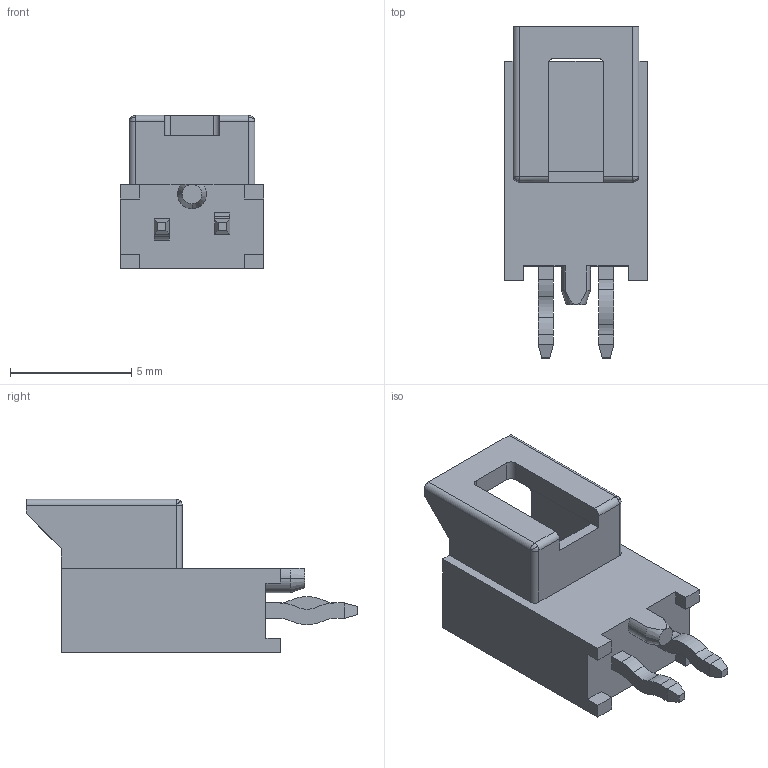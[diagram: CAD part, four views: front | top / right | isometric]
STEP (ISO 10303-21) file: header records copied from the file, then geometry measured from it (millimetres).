
FILE_DESCRIPTION(('FreeCAD Model'),'2;1');
FILE_NAME('Open CASCADE Shape Model','2025-04-08T22:31:07',(''),(''), 'Open CASCADE STEP processor 7.8','FreeCAD','Unknown');
FILE_SCHEMA(('AUTOMOTIVE_DESIGN { 1 0 10303 214 1 1 1 1 }'));
Length unit declared in the file: millimetre
Products named in the file (4): 1053091102003; 1053091102; 1053091102001; 1053091102002
Assembly tree (3 placements, depth 2):
  1053091102003
    1053091102
    1053091102001
    1053091102002
Bounding box: 5.94 x 13.71 x 6.34 mm (x, y, z)
Volume: 145.7 mm3; surface area: 492.5 mm2
Topology: 3 solids, 3 shells, 119 faces, 321 edges, 202 vertices
Faces by surface type: plane 89, cylinder 23, bspline 4, cone 3
Entity records: 3835 total; most frequent: CARTESIAN_POINT 753, ORIENTED_EDGE 634, DIRECTION 606, EDGE_CURVE 317, LINE 260, VECTOR 260, VERTEX_POINT 202, AXIS2_PLACEMENT_3D 173
